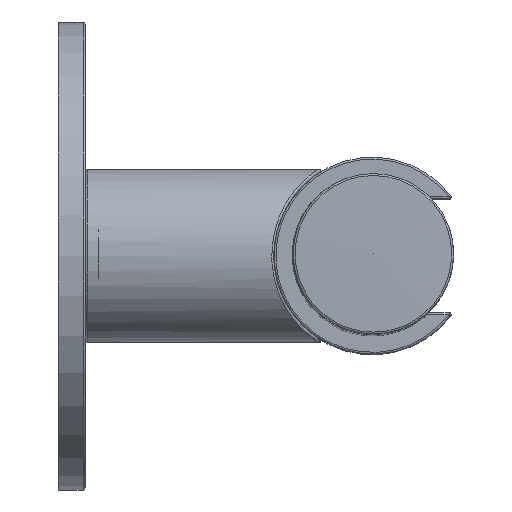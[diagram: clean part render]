
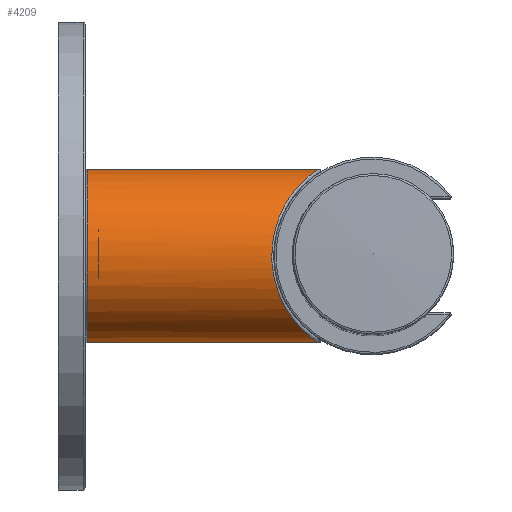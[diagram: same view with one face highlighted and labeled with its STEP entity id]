
A CAD part, top view. The second image highlights one B-rep face of the part: STEP entity #4209.
In plain terms, the highlighted cylindrical face has radius 13 mm (diameter 26 mm), a full revolution.
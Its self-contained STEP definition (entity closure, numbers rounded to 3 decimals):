
#384=B_SPLINE_CURVE_WITH_KNOTS('',3,(#7419,#7420,#7421,#7422,#7423,#7424,
#7425,#7426,#7427,#7428,#7429,#7430,#7431,#7432,#7433,#7434,#7435,#7436,
#7437,#7438,#7439,#7440,#7441,#7442,#7443,#7444,#7445,#7446,#7447,#7448),
 .UNSPECIFIED.,.T.,.F.,(1,1,1,1,1,1,1,1,1,1,1,1,1,1,1,1,1,1,1,1,1,1,1,1,
1,1,1,1,1,1,1,1,1,1),(-0.008,-0.005,-0.003,
0.,0.003,0.005,0.008,
0.011,0.014,0.016,0.022,
0.025,0.027,0.033,0.036,
0.038,0.041,0.044,0.046,
0.049,0.052,0.055,0.06,
0.063,0.066,0.071,0.077,
0.079,0.082,0.085,0.087,
0.09,0.093,0.096),.UNSPECIFIED.);
#824=ORIENTED_EDGE('',*,*,#1905,.T.);
#825=ORIENTED_EDGE('',*,*,#1906,.T.);
#1905=EDGE_CURVE('',#2453,#2453,#384,.T.);
#1906=EDGE_CURVE('',#2454,#2454,#2867,.F.);
#2453=VERTEX_POINT('',#7449);
#2454=VERTEX_POINT('',#7451);
#2867=CIRCLE('',#5589,13.);
#3116=EDGE_LOOP('',(#824));
#3117=EDGE_LOOP('',(#825));
#3616=FACE_BOUND('',#3116,.T.);
#3617=FACE_BOUND('',#3117,.T.);
#4095=CYLINDRICAL_SURFACE('',#5588,13.);
#4209=ADVANCED_FACE('',(#3616,#3617),#4095,.T.);
#5588=AXIS2_PLACEMENT_3D('',#7418,#6157,#6158);
#5589=AXIS2_PLACEMENT_3D('',#7450,#6159,#6160);
#6157=DIRECTION('',(-1.,0.,0.));
#6158=DIRECTION('',(0.,0.,1.));
#6159=DIRECTION('',(-1.,0.,0.));
#6160=DIRECTION('',(0.,0.,1.));
#7418=CARTESIAN_POINT('',(36.,0.,0.));
#7419=CARTESIAN_POINT('',(34.575,12.799,2.743));
#7420=CARTESIAN_POINT('',(35.052,13.1,-0.003));
#7421=CARTESIAN_POINT('',(34.578,12.801,-2.73));
#7422=CARTESIAN_POINT('',(33.519,12.024,-5.138));
#7423=CARTESIAN_POINT('',(32.261,10.88,-7.247));
#7424=CARTESIAN_POINT('',(30.96,9.366,-9.122));
#7425=CARTESIAN_POINT('',(29.772,7.524,-10.696));
#7426=CARTESIAN_POINT('',(28.433,4.576,-12.384));
#7427=CARTESIAN_POINT('',(27.761,0.991,-13.189));
#7428=CARTESIAN_POINT('',(28.066,-2.654,-12.822));
#7429=CARTESIAN_POINT('',(28.949,-6.045,-11.739));
#7430=CARTESIAN_POINT('',(30.483,-8.799,-9.802));
#7431=CARTESIAN_POINT('',(32.207,-10.824,-7.331));
#7432=CARTESIAN_POINT('',(33.473,-11.987,-5.223));
#7433=CARTESIAN_POINT('',(34.54,-12.776,-2.84));
#7434=CARTESIAN_POINT('',(35.05,-13.099,-0.123));
#7435=CARTESIAN_POINT('',(34.614,-12.825,2.622));
#7436=CARTESIAN_POINT('',(33.568,-12.065,5.047));
#7437=CARTESIAN_POINT('',(32.293,-10.912,7.2));
#7438=CARTESIAN_POINT('',(30.573,-8.928,9.683));
#7439=CARTESIAN_POINT('',(29.008,-6.186,11.666));
#7440=CARTESIAN_POINT('',(28.094,-2.813,12.788));
#7441=CARTESIAN_POINT('',(27.75,0.838,13.203));
#7442=CARTESIAN_POINT('',(28.561,5.375,12.23));
#7443=CARTESIAN_POINT('',(30.507,8.833,9.77));
#7444=CARTESIAN_POINT('',(32.229,10.847,7.298));
#7445=CARTESIAN_POINT('',(33.509,12.017,5.158));
#7446=CARTESIAN_POINT('',(34.575,12.799,2.743));
#7447=CARTESIAN_POINT('',(35.052,13.1,-0.003));
#7448=CARTESIAN_POINT('',(34.578,12.801,-2.73));
#7449=CARTESIAN_POINT('',(34.893,13.,0.));
#7450=CARTESIAN_POINT('',(0.3,0.,0.));
#7451=CARTESIAN_POINT('',(0.3,0.,13.));
